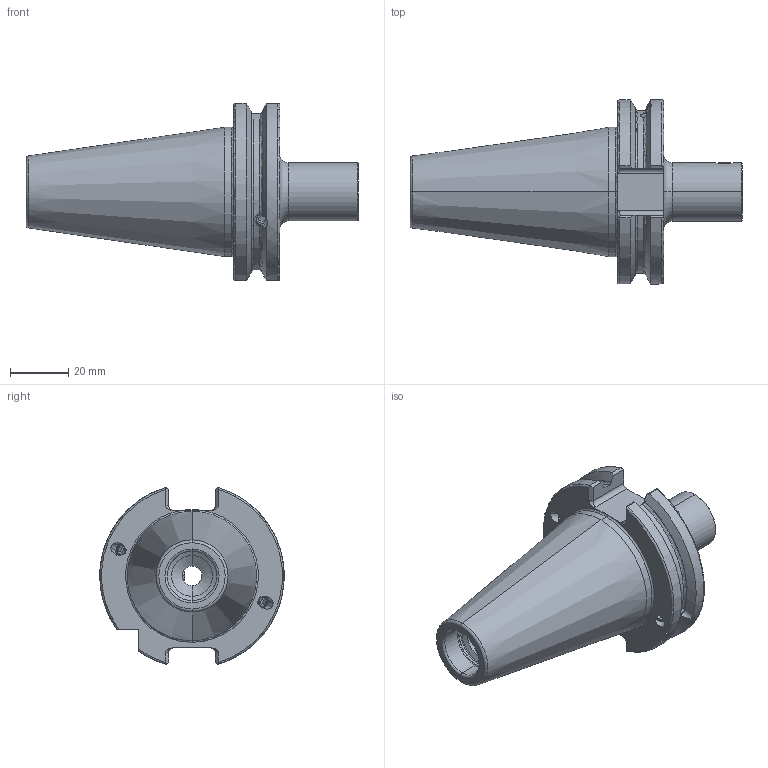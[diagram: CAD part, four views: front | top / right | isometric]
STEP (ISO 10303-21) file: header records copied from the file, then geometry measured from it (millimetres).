
FILE_DESCRIPTION (( 'STEP AP203' ), '1' );
FILE_NAME ('A14.440.020.046.STEP', '2024-08-27T07:15:51', ( '' ), ( '' ), 'SwSTEP 2.0', 'SolidWorks 2022', '' );
FILE_SCHEMA (( 'CONFIG_CONTROL_DESIGN' ));
Length unit declared in the file: millimetre
Products named in the file (5): ISO 4026 - M5 x 5_PreviewCfg; ISO 4026 - M4 x 3_PreviewCfg; WH1-ER1.001.008; SB4-WH1.K01.046_B_mit Bundkühlung; A14.440.020.046
Assembly tree (5 placements, depth 2):
  A14.440.020.046
    SB4-WH1.K01.046_B_mit Bundkühlung
    ISO 4026 - M5 x 5_PreviewCfg
    ISO 4026 - M4 x 3_PreviewCfg  x2
    WH1-ER1.001.008
Bounding box: 114.25 x 63.5 x 60.94 mm (x, y, z)
Volume: 110703.2 mm3; surface area: 22811.8 mm2
Topology: 5 solids, 5 shells, 226 faces, 557 edges, 339 vertices
Faces by surface type: plane 75, cylinder 67, cone 50, torus 34
Entity records: 7266 total; most frequent: CARTESIAN_POINT 1815, ORIENTED_EDGE 1046, DIRECTION 1025, EDGE_CURVE 523, AXIS2_PLACEMENT_3D 399, VERTEX_POINT 319, VECTOR 227, LINE 227
